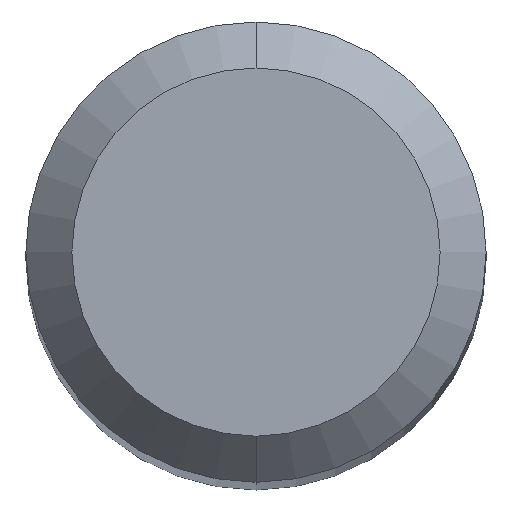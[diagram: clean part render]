
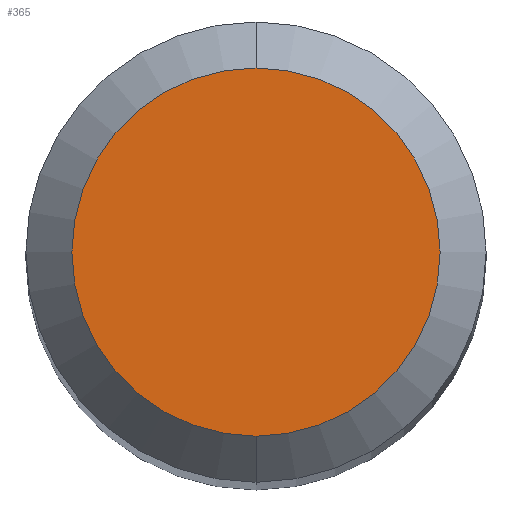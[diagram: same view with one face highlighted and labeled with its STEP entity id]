
A CAD part, top view. The second image highlights one B-rep face of the part: STEP entity #365.
In plain terms, the highlighted planar face has unit normal (0, 0, 1).
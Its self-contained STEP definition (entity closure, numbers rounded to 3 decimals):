
#205=EDGE_CURVE('',#315,#213,#515,.T.);
#213=VERTEX_POINT('',#525);
#315=VERTEX_POINT('',#639);
#323=EDGE_CURVE('',#213,#315,#648,.T.);
#365=ADVANCED_FACE('',(#692),#693,.T.);
#515=CIRCLE('',#884,1.2);
#525=CARTESIAN_POINT('',(0.0,1.2,0.0));
#639=CARTESIAN_POINT('',(0.,-1.2,0.0));
#648=CIRCLE('',#1132,1.2);
#692=FACE_OUTER_BOUND('',#1270,.T.);
#693=PLANE('',#1271);
#884=AXIS2_PLACEMENT_3D('',#1493,#1494,#1495);
#1132=AXIS2_PLACEMENT_3D('',#1659,#1660,#1661);
#1270=EDGE_LOOP('',(#1698,#1699));
#1271=AXIS2_PLACEMENT_3D('',#1700,#1701,#1702);
#1493=CARTESIAN_POINT('',(0.0,0.0,0.0));
#1494=DIRECTION('',(0.0,0.0,-1.0));
#1495=DIRECTION('',(0.0,1.0,0.0));
#1659=CARTESIAN_POINT('',(0.0,0.0,0.0));
#1660=DIRECTION('',(0.0,0.0,-1.0));
#1661=DIRECTION('',(0.0,1.0,0.0));
#1698=ORIENTED_EDGE('',*,*,#323,.F.);
#1699=ORIENTED_EDGE('',*,*,#205,.F.);
#1700=CARTESIAN_POINT('',(0.0,0.6,0.0));
#1701=DIRECTION('',(-0.0,0.0,1.0));
#1702=DIRECTION('',(0.0,-1.0,0.0));
